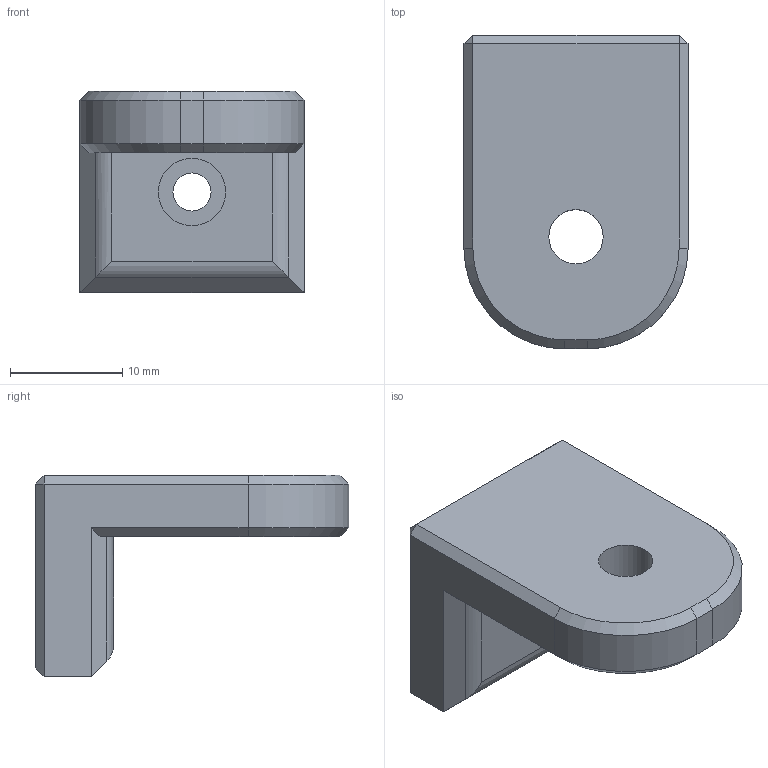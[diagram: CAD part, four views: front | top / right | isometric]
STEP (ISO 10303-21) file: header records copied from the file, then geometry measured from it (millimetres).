
FILE_DESCRIPTION(/* description */ (''),/* implementation_level */ '2;1');
FILE_NAME(/* name */ 'Arm Mount.step',/* time_stamp */ '2022-05-10T12:30:48+10:00',/* author */ (''),/* organization */ (''),/* preprocessor_version */ 'ST-DEVELOPER v18.1',/* originating_system */ 'Autodesk Translation Framework v10.14.0.1471',/* authorisation */ '');
FILE_SCHEMA (('AUTOMOTIVE_DESIGN { 1 0 10303 214 3 1 1 }'));
Length unit declared in the file: millimetre
Products named in the file (1): Arm Mount
Bounding box: 20 x 28 x 18 mm (x, y, z)
Volume: 4261.2 mm3; surface area: 2183.5 mm2
Topology: 1 solids, 1 shells, 37 faces, 81 edges, 47 vertices
Faces by surface type: plane 24, cylinder 8, cone 5
Full cylindrical faces by diameter (mm): 3.4 x1, 4.85 x1, 6 x1
Entity records: 1027 total; most frequent: DIRECTION 176, CARTESIAN_POINT 166, ORIENTED_EDGE 162, EDGE_CURVE 81, LINE 62, VECTOR 62, AXIS2_PLACEMENT_3D 57, VERTEX_POINT 47
